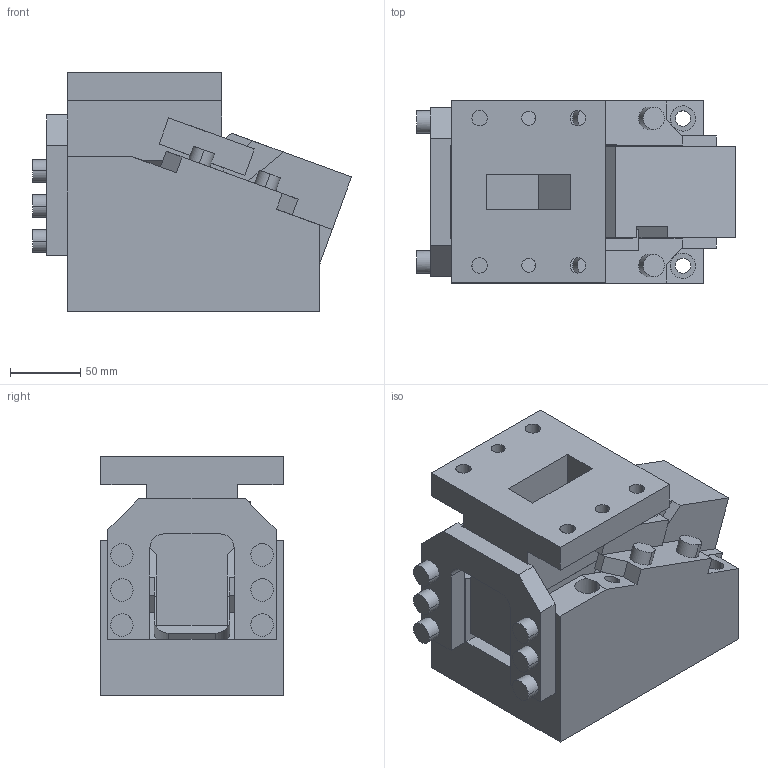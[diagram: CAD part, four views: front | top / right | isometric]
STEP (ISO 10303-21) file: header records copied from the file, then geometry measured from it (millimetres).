
FILE_DESCRIPTION(('CATIA V5 STEP Exchange'),'2;1');
FILE_NAME('CDCA_65_20_70.stp','2018-09-07T07:07:20+00:00',('none'),('none'),'CATIA Version 5 Release 20 GA (IN-10)','CATIA V5 STEP AP203','none');
FILE_SCHEMA(('CONFIG_CONTROL_DESIGN'));
Length unit declared in the file: millimetre
Products named in the file (1): CDCA_65_20_70
Bounding box: 227.48 x 130 x 170 mm (x, y, z)
Volume: 2833225.6 mm3; surface area: 303110.6 mm2
Topology: 3 solids, 3 shells, 200 faces, 514 edges, 340 vertices
Faces by surface type: plane 126, cylinder 74
Entity records: 6776 total; most frequent: CARTESIAN_POINT 1956, ORIENTED_EDGE 1028, DIRECTION 841, EDGE_CURVE 514, VECTOR 362, LINE 362, VERTEX_POINT 340, AXIS2_PLACEMENT_3D 291
